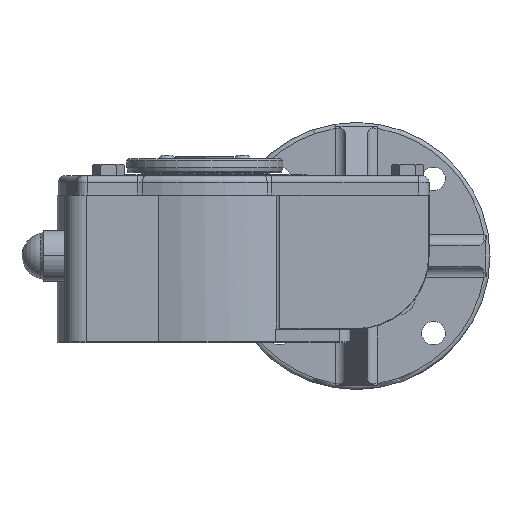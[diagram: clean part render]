
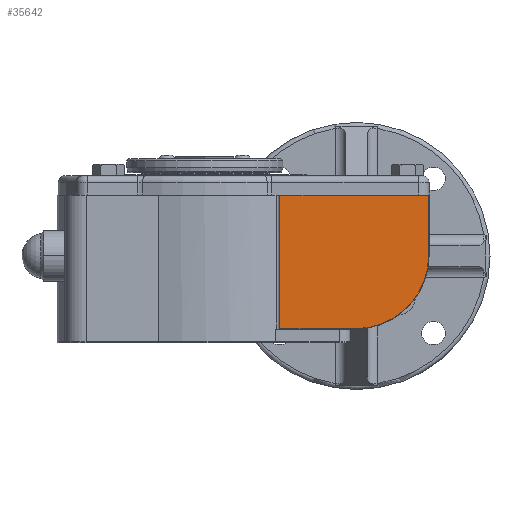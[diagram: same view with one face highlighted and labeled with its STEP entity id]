
A CAD part, left-side view. The second image highlights one B-rep face of the part: STEP entity #35642.
In plain terms, the highlighted planar face has unit normal (-1, 0, 0).
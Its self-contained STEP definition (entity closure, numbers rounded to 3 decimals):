
#1401=CIRCLE('',#37478,34.328);
#2687=LINE('',#56827,#3901);
#2688=LINE('',#56832,#3902);
#2689=LINE('',#56834,#3903);
#2690=LINE('',#56836,#3904);
#3901=VECTOR('',#41216,1000.);
#3902=VECTOR('',#41219,1000.);
#3903=VECTOR('',#41220,1000.);
#3904=VECTOR('',#41221,1000.);
#6876=ORIENTED_EDGE('',*,*,#13298,.F.);
#6877=ORIENTED_EDGE('',*,*,#13299,.F.);
#6878=ORIENTED_EDGE('',*,*,#13300,.F.);
#6879=ORIENTED_EDGE('',*,*,#13301,.T.);
#6880=ORIENTED_EDGE('',*,*,#13302,.F.);
#13298=EDGE_CURVE('',#16626,#16627,#2687,.F.);
#13299=EDGE_CURVE('',#16628,#16626,#1401,.F.);
#13300=EDGE_CURVE('',#16629,#16628,#2688,.T.);
#13301=EDGE_CURVE('',#16629,#16630,#2689,.T.);
#13302=EDGE_CURVE('',#16627,#16630,#2690,.F.);
#16626=VERTEX_POINT('',#56828);
#16627=VERTEX_POINT('',#56829);
#16628=VERTEX_POINT('',#56831);
#16629=VERTEX_POINT('',#56833);
#16630=VERTEX_POINT('',#56835);
#19979=EDGE_LOOP('',(#6876,#6877,#6878,#6879,#6880));
#21879=FACE_BOUND('',#19979,.T.);
#23502=PLANE('',#37477);
#35642=ADVANCED_FACE('',(#21879),#23502,.T.);
#37477=AXIS2_PLACEMENT_3D('',#56826,#41214,#41215);
#37478=AXIS2_PLACEMENT_3D('',#56830,#41217,#41218);
#41214=DIRECTION('',(-1.,0.,0.));
#41215=DIRECTION('',(0.,0.,1.));
#41216=DIRECTION('',(0.,-1.,0.));
#41217=DIRECTION('',(-1.,0.,0.));
#41218=DIRECTION('',(0.,0.,1.));
#41219=DIRECTION('',(0.,0.,-1.));
#41220=DIRECTION('',(0.,1.,0.));
#41221=DIRECTION('',(0.,0.,-1.));
#56826=CARTESIAN_POINT('',(-65.,-71.,43.179));
#56827=CARTESIAN_POINT('',(-65.,-35.,9.172));
#56828=CARTESIAN_POINT('',(-65.,-70.5,9.172));
#56829=CARTESIAN_POINT('',(-65.,-35.172,9.172));
#56830=CARTESIAN_POINT('',(-65.,-70.5,43.5));
#56831=CARTESIAN_POINT('',(-65.,-104.828,43.5));
#56832=CARTESIAN_POINT('',(-65.,-104.828,75.));
#56833=CARTESIAN_POINT('',(-65.,-104.828,71.679));
#56834=CARTESIAN_POINT('',(-65.,-111.334,71.679));
#56835=CARTESIAN_POINT('',(-65.,-35.172,71.679));
#56836=CARTESIAN_POINT('',(-65.,-35.172,75.));
